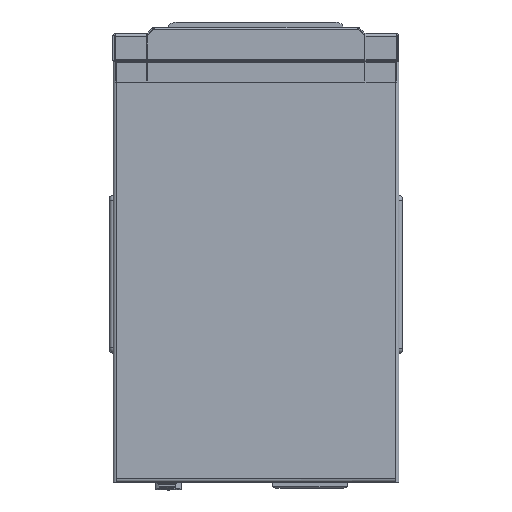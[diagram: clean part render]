
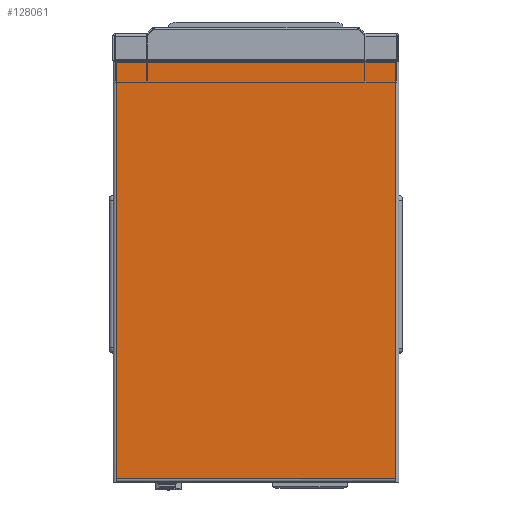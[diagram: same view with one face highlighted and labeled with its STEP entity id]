
A CAD part, top view. The second image highlights one B-rep face of the part: STEP entity #128061.
In plain terms, the highlighted face is planar.
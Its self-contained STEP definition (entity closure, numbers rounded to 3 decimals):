
#115 = CARTESIAN_POINT ( 'NONE',  ( 238.2, 0., 161.2 ) ) ;
#6053 = CARTESIAN_POINT ( 'NONE',  ( 238.2, 0., 161.2 ) ) ;
#10929 = CARTESIAN_POINT ( 'NONE',  ( 240., 0., 1.8 ) ) ;
#19685 = DIRECTION ( 'NONE',  ( 0., 0., 1. ) ) ;
#21678 = LINE ( 'NONE', #10929, #86558 ) ;
#23104 = VERTEX_POINT ( 'NONE', #113647 ) ;
#26291 = ORIENTED_EDGE ( 'NONE', *, *, #102349, .T. ) ;
#26409 = VECTOR ( 'NONE', #19685, 1000. ) ;
#31899 = FACE_OUTER_BOUND ( 'NONE', #49642, .T. ) ;
#40166 = EDGE_CURVE ( 'NONE', #77836, #53335, #92552, .T. ) ;
#42655 = PLANE ( 'NONE',  #50055 ) ;
#43996 = DIRECTION ( 'NONE',  ( 0., 0., 1. ) ) ;
#46257 = CARTESIAN_POINT ( 'NONE',  ( 238.2, 0., 1.8 ) ) ;
#48233 = VERTEX_POINT ( 'NONE', #46257 ) ;
#48843 = EDGE_CURVE ( 'NONE', #48233, #23104, #21678, .T. ) ;
#49642 = EDGE_LOOP ( 'NONE', ( #120800, #89406, #89086, #26291 ) ) ;
#50055 = AXIS2_PLACEMENT_3D ( 'NONE', #125191, #96925, #43996 ) ;
#52455 = DIRECTION ( 'NONE',  ( 0., 0., -1. ) ) ;
#53335 = VERTEX_POINT ( 'NONE', #6053 ) ;
#71803 = CARTESIAN_POINT ( 'NONE',  ( 0., 0., 161.2 ) ) ;
#73101 = DIRECTION ( 'NONE',  ( 1., 0., 0. ) ) ;
#77836 = VERTEX_POINT ( 'NONE', #113447 ) ;
#83265 = LINE ( 'NONE', #115, #118096 ) ;
#83539 = VECTOR ( 'NONE', #73101, 1000. ) ;
#86558 = VECTOR ( 'NONE', #94064, 1000. ) ;
#89086 = ORIENTED_EDGE ( 'NONE', *, *, #48843, .T. ) ;
#89406 = ORIENTED_EDGE ( 'NONE', *, *, #117399, .T. ) ;
#89437 = LINE ( 'NONE', #131745, #26409 ) ;
#92552 = LINE ( 'NONE', #71803, #83539 ) ;
#94064 = DIRECTION ( 'NONE',  ( -1., 0., 0. ) ) ;
#96925 = DIRECTION ( 'NONE',  ( 0., 1., 0. ) ) ;
#102349 = EDGE_CURVE ( 'NONE', #23104, #77836, #89437, .T. ) ;
#113447 = CARTESIAN_POINT ( 'NONE',  ( 0., 0., 161.2 ) ) ;
#113647 = CARTESIAN_POINT ( 'NONE',  ( 0., 0., 1.8 ) ) ;
#117399 = EDGE_CURVE ( 'NONE', #53335, #48233, #83265, .T. ) ;
#118096 = VECTOR ( 'NONE', #52455, 1000. ) ;
#120800 = ORIENTED_EDGE ( 'NONE', *, *, #40166, .T. ) ;
#125191 = CARTESIAN_POINT ( 'NONE',  ( 0., 0., 0. ) ) ;
#128061 = ADVANCED_FACE ( 'NONE', ( #31899 ), #42655, .T. ) ;
#131745 = CARTESIAN_POINT ( 'NONE',  ( 0., 0., 0. ) ) ;
